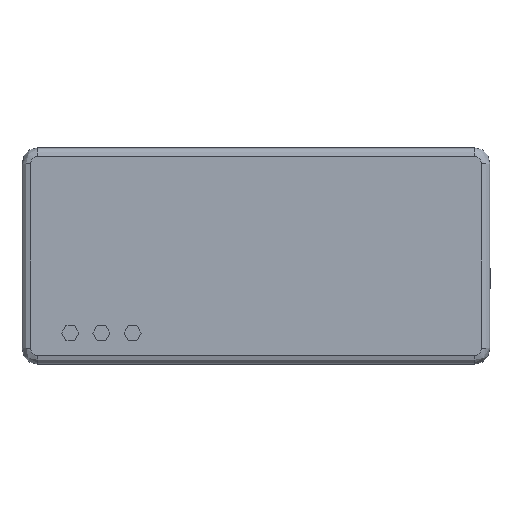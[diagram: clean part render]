
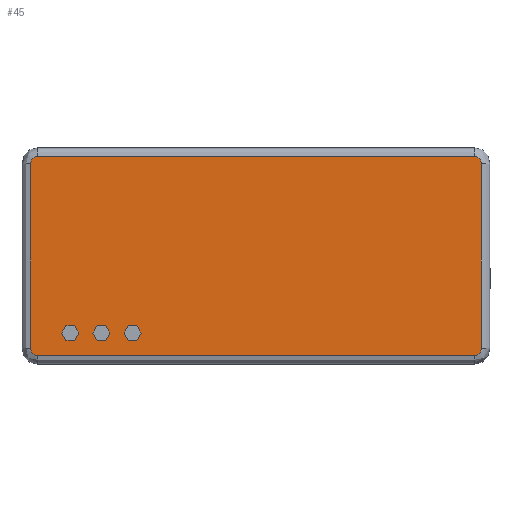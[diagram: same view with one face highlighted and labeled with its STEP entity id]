
A CAD part, top view. The second image highlights one B-rep face of the part: STEP entity #45.
In plain terms, the highlighted planar face has unit normal (0, 0, 1).
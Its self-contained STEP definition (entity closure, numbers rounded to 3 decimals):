
#45=ADVANCED_FACE('',(#88),#663,.T.);
#88=FACE_OUTER_BOUND('',#131,.T.);
#131=EDGE_LOOP('',(#209,#210,#211,#212,#213,#214,#215,#216));
#209=ORIENTED_EDGE('',*,*,#383,.T.);
#210=ORIENTED_EDGE('',*,*,#397,.T.);
#211=ORIENTED_EDGE('',*,*,#386,.T.);
#212=ORIENTED_EDGE('',*,*,#390,.T.);
#213=ORIENTED_EDGE('',*,*,#384,.T.);
#214=ORIENTED_EDGE('',*,*,#393,.T.);
#215=ORIENTED_EDGE('',*,*,#385,.T.);
#216=ORIENTED_EDGE('',*,*,#395,.T.);
#383=EDGE_CURVE('',#600,#601,#561,.T.);
#384=EDGE_CURVE('',#603,#604,#562,.T.);
#385=EDGE_CURVE('',#605,#602,#563,.T.);
#386=EDGE_CURVE('',#606,#607,#564,.T.);
#390=EDGE_CURVE('',#607,#603,#466,.T.);
#393=EDGE_CURVE('',#604,#605,#469,.T.);
#395=EDGE_CURVE('',#602,#600,#471,.T.);
#397=EDGE_CURVE('',#601,#606,#473,.T.);
#466=TRIMMED_CURVE($,#515,(#1184),(#1185),.T.,.CARTESIAN.);
#469=TRIMMED_CURVE($,#518,(#1193),(#1194),.T.,.CARTESIAN.);
#471=TRIMMED_CURVE($,#520,(#1199),(#1200),.T.,.CARTESIAN.);
#473=TRIMMED_CURVE($,#522,(#1205),(#1206),.T.,.CARTESIAN.);
#515=CIRCLE('',#739,2.6);
#518=CIRCLE('',#742,2.6);
#520=CIRCLE('',#744,2.6);
#522=CIRCLE('',#746,2.6);
#561=B_SPLINE_CURVE_WITH_KNOTS('',1,(#1166,#1167),.UNSPECIFIED.,.F.,.F.,
(2,2),(0.,65.2),.UNSPECIFIED.);
#562=B_SPLINE_CURVE_WITH_KNOTS('',1,(#1168,#1169),.UNSPECIFIED.,.F.,.F.,
(2,2),(0.,65.2),.UNSPECIFIED.);
#563=B_SPLINE_CURVE_WITH_KNOTS('',1,(#1170,#1171),.UNSPECIFIED.,.F.,.F.,
(2,2),(0.,153.9),.UNSPECIFIED.);
#564=B_SPLINE_CURVE_WITH_KNOTS('',1,(#1172,#1173),.UNSPECIFIED.,.F.,.F.,
(2,2),(0.,153.9),.UNSPECIFIED.);
#600=VERTEX_POINT('',#1048);
#601=VERTEX_POINT('',#1049);
#602=VERTEX_POINT('',#1050);
#603=VERTEX_POINT('',#1051);
#604=VERTEX_POINT('',#1052);
#605=VERTEX_POINT('',#1053);
#606=VERTEX_POINT('',#1054);
#607=VERTEX_POINT('',#1055);
#663=PLANE('',#702);
#702=AXIS2_PLACEMENT_3D('',#938,#793,$);
#739=AXIS2_PLACEMENT_3D($,#1183,#853,#854);
#742=AXIS2_PLACEMENT_3D($,#1192,#859,#860);
#744=AXIS2_PLACEMENT_3D($,#1198,#863,#864);
#746=AXIS2_PLACEMENT_3D($,#1204,#867,#868);
#793=DIRECTION('',(0.,0.,1.));
#853=DIRECTION('',(0.,0.,1.));
#854=DIRECTION('',(0.,-1.,0.));
#859=DIRECTION('',(0.,0.,1.));
#860=DIRECTION('',(1.,0.,0.));
#863=DIRECTION('',(0.,0.,1.));
#864=DIRECTION('',(0.,1.,0.));
#867=DIRECTION('',(0.,0.,1.));
#868=DIRECTION('',(-1.,0.,0.));
#938=CARTESIAN_POINT('',(-112.638,9.45,8.8));
#1048=CARTESIAN_POINT('',(-89.,89.8,8.8));
#1049=CARTESIAN_POINT('',(-89.,24.6,8.8));
#1050=CARTESIAN_POINT('',(-86.4,92.4,8.8));
#1051=CARTESIAN_POINT('',(70.1,24.6,8.8));
#1052=CARTESIAN_POINT('',(70.1,89.8,8.8));
#1053=CARTESIAN_POINT('',(67.5,92.4,8.8));
#1054=CARTESIAN_POINT('',(-86.4,22.,8.8));
#1055=CARTESIAN_POINT('',(67.5,22.,8.8));
#1166=CARTESIAN_POINT('',(-89.,89.8,8.8));
#1167=CARTESIAN_POINT('',(-89.,24.6,8.8));
#1168=CARTESIAN_POINT('',(70.1,24.6,8.8));
#1169=CARTESIAN_POINT('',(70.1,89.8,8.8));
#1170=CARTESIAN_POINT('',(67.5,92.4,8.8));
#1171=CARTESIAN_POINT('',(-86.4,92.4,8.8));
#1172=CARTESIAN_POINT('',(-86.4,22.,8.8));
#1173=CARTESIAN_POINT('',(67.5,22.,8.8));
#1183=CARTESIAN_POINT('',(67.5,24.6,8.8));
#1184=CARTESIAN_POINT('',(67.5,22.,8.8));
#1185=CARTESIAN_POINT('',(70.1,24.6,8.8));
#1192=CARTESIAN_POINT('',(67.5,89.8,8.8));
#1193=CARTESIAN_POINT('',(70.1,89.8,8.8));
#1194=CARTESIAN_POINT('',(67.5,92.4,8.8));
#1198=CARTESIAN_POINT('',(-86.4,89.8,8.8));
#1199=CARTESIAN_POINT('',(-86.4,92.4,8.8));
#1200=CARTESIAN_POINT('',(-89.,89.8,8.8));
#1204=CARTESIAN_POINT('',(-86.4,24.6,8.8));
#1205=CARTESIAN_POINT('',(-89.,24.6,8.8));
#1206=CARTESIAN_POINT('',(-86.4,22.,8.8));
